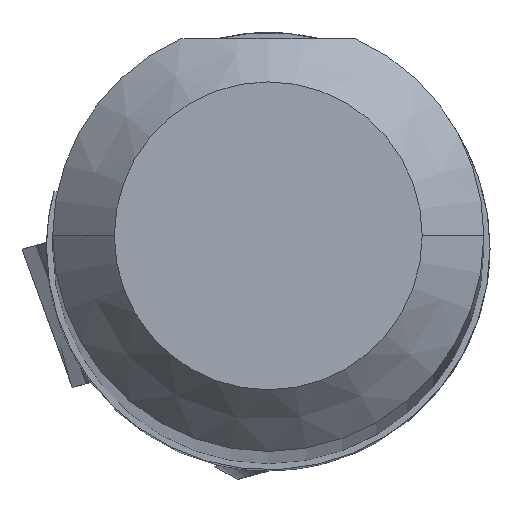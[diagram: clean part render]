
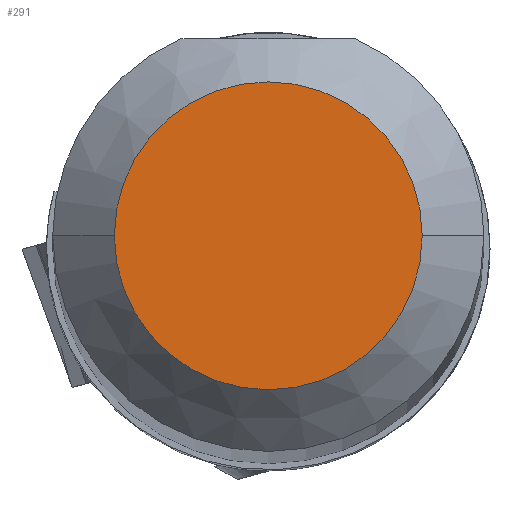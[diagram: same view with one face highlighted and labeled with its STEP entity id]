
A CAD part, top view. The second image highlights one B-rep face of the part: STEP entity #291.
In plain terms, the highlighted planar face has unit normal (0, 0, 1).
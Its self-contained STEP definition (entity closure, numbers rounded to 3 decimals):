
#210=FACE_OUTER_BOUND('',#414,.T.);
#291=ADVANCED_FACE('',(#210),#322,.T.);
#322=PLANE('',#1868);
#414=EDGE_LOOP('',(#853,#854,#855,#856));
#853=ORIENTED_EDGE('',*,*,#1249,.F.);
#854=ORIENTED_EDGE('',*,*,#1253,.F.);
#855=ORIENTED_EDGE('',*,*,#1252,.F.);
#856=ORIENTED_EDGE('',*,*,#1250,.F.);
#1025=VERTEX_POINT('',#3278);
#1026=VERTEX_POINT('',#3280);
#1027=VERTEX_POINT('',#3282);
#1028=VERTEX_POINT('',#3286);
#1249=EDGE_CURVE('',#1025,#1026,#1349,.T.);
#1250=EDGE_CURVE('',#1026,#1027,#1350,.T.);
#1252=EDGE_CURVE('',#1027,#1028,#1351,.T.);
#1253=EDGE_CURVE('',#1028,#1025,#1352,.T.);
#1349=CIRCLE('',#1862,2.5);
#1350=CIRCLE('',#1863,2.5);
#1351=CIRCLE('',#1865,2.5);
#1352=CIRCLE('',#1866,2.5);
#1862=AXIS2_PLACEMENT_3D('',#3279,#2333,#2334);
#1863=AXIS2_PLACEMENT_3D('',#3281,#2335,#2336);
#1865=AXIS2_PLACEMENT_3D('',#3285,#2340,#2341);
#1866=AXIS2_PLACEMENT_3D('',#3287,#2342,#2343);
#1868=AXIS2_PLACEMENT_3D('',#3289,#2346,#2347);
#2333=DIRECTION('',(0.,0.,-1.));
#2334=DIRECTION('',(-1.,0.,0.));
#2335=DIRECTION('',(0.,0.,-1.));
#2336=DIRECTION('',(0.,1.,0.));
#2340=DIRECTION('',(0.,0.,-1.));
#2341=DIRECTION('',(1.,0.,0.));
#2342=DIRECTION('',(0.,0.,-1.));
#2343=DIRECTION('',(0.,-1.,0.));
#2346=DIRECTION('',(0.,0.,1.));
#2347=DIRECTION('',(-1.,0.,0.));
#3278=CARTESIAN_POINT('',(-2.5,0.,0.));
#3279=CARTESIAN_POINT('',(0.,0.,0.));
#3280=CARTESIAN_POINT('',(0.,2.5,0.));
#3281=CARTESIAN_POINT('',(0.,0.,0.));
#3282=CARTESIAN_POINT('',(2.5,0.,0.));
#3285=CARTESIAN_POINT('',(0.,0.,0.));
#3286=CARTESIAN_POINT('',(0.,-2.5,0.));
#3287=CARTESIAN_POINT('',(0.,0.,0.));
#3289=CARTESIAN_POINT('',(0.,0.,0.));
